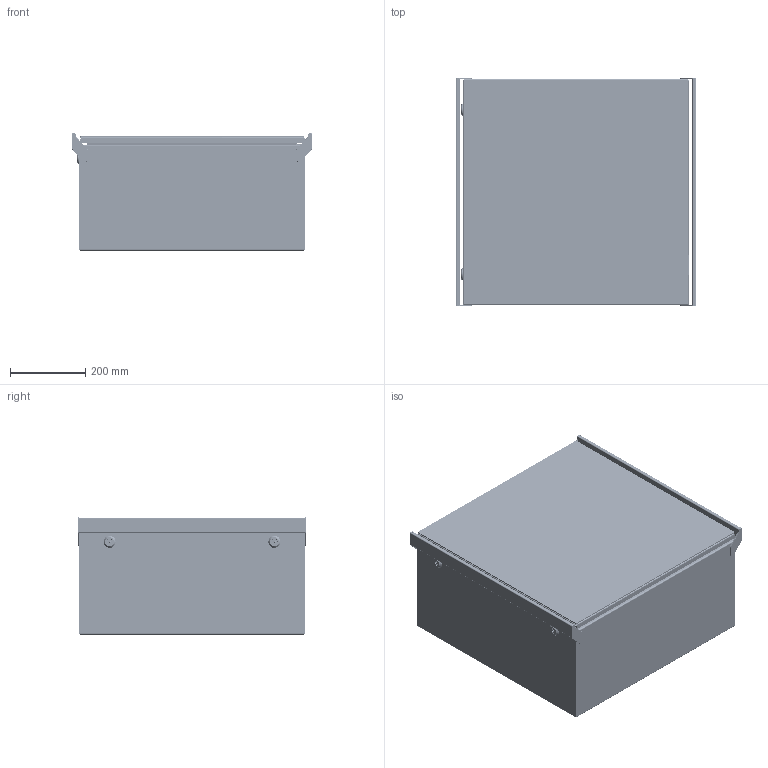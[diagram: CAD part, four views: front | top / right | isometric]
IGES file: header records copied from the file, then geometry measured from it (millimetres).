
Start section: SolidWorks IGES file using analytic representation for surfaces
Global section: file name: BAV-3066.IGS,; native system: SolidWorks 2010; preprocessor: SolidWorks 2010; author: knote; date: 111123.150817; units: millimetre
Bounding box: 640 x 608 x 311.5 mm (x, y, z)
Surface area: 4403020.6 mm2 (no closed solid volume)
Topology: 0 solids, 0 shells, 3058 faces, 43640 edges, 43582 vertices
Faces by surface type: revolution 1547, bspline 1511
